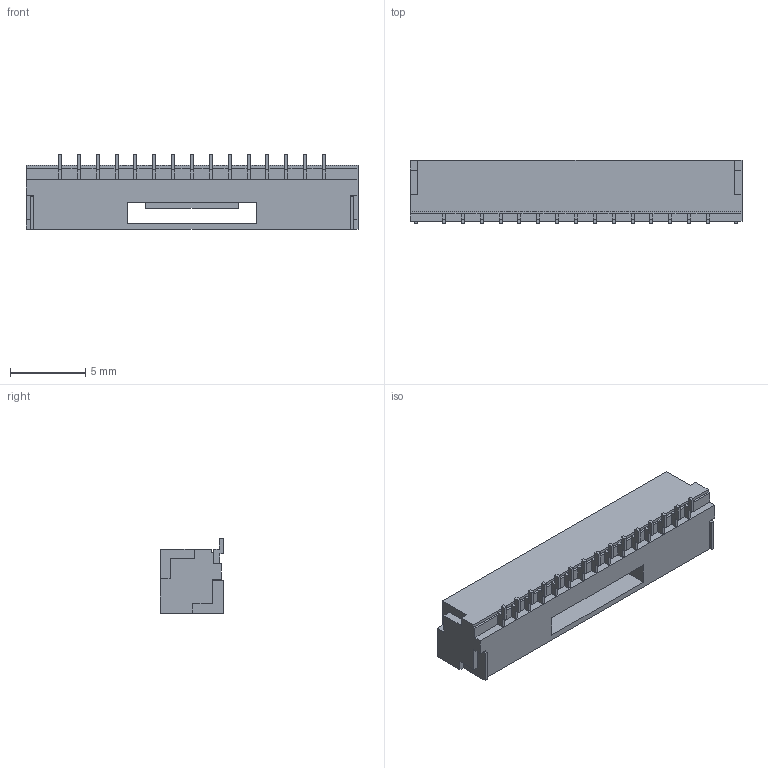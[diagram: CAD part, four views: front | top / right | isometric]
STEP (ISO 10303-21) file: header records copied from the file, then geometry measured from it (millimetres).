
FILE_DESCRIPTION (( 'STEP AP214' ), '1' );
FILE_NAME ('BM15B-GHS.STEP', '2010-06-16T07:21:18', ( ' ' ), ( ' ' ), 'SwSTEP 2.0', 'SolidWorks 2005235', '' );
FILE_SCHEMA (( 'AUTOMOTIVE_DESIGN' ));
Length unit declared in the file: millimetre
Products named in the file (1): BM15B-GHS
Bounding box: 22 x 4.2 x 4.95 mm (x, y, z)
Volume: 237.9 mm3; surface area: 607.2 mm2
Topology: 1 solids, 1 shells, 206 faces, 574 edges, 372 vertices
Faces by surface type: plane 206
Entity records: 7516 total; most frequent: CARTESIAN_POINT 1153, ORIENTED_EDGE 1148, DIRECTION 988, EDGE_CURVE 574, VECTOR 574, LINE 574, VERTEX_POINT 372, EDGE_LOOP 210
